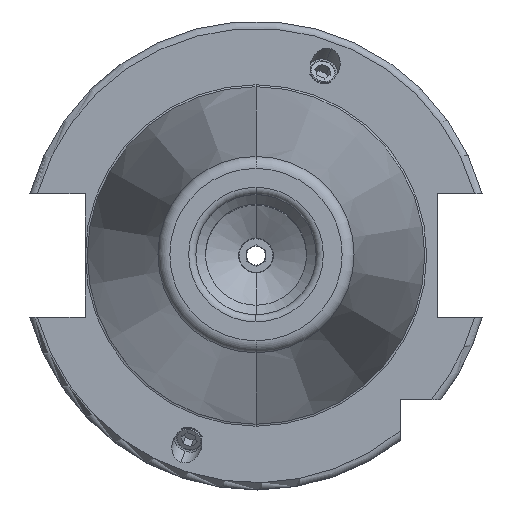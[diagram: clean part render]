
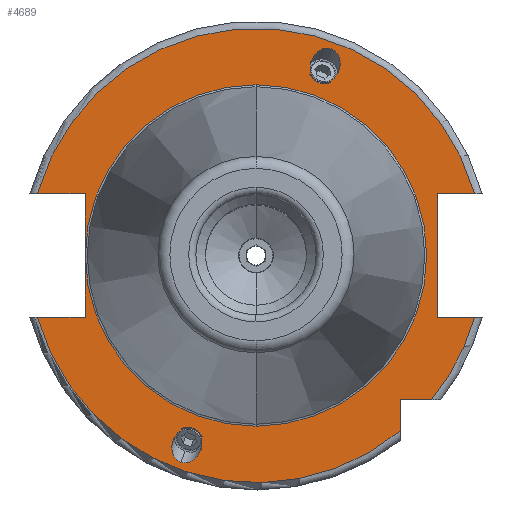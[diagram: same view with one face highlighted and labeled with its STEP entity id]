
A CAD part, top view. The second image highlights one B-rep face of the part: STEP entity #4689.
In plain terms, the highlighted planar face has unit normal (0, 0, 1).
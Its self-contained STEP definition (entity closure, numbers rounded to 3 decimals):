
#814=CARTESIAN_POINT('',(0,0,15.9));
#815=DIRECTION('',(0,0,1));
#816=DIRECTION('',(0.962,0.272,0));
#817=AXIS2_PLACEMENT_3D('',#814,#815,#816);
#865=CARTESIAN_POINT('',(0,0,15.9));
#866=DIRECTION('',(0,0,1));
#867=DIRECTION('',(-0.962,-0.272,0));
#868=AXIS2_PLACEMENT_3D('',#865,#866,#867);
#884=DIRECTION('',(1,0,0));
#885=VECTOR('',#884,9.969);
#886=CARTESIAN_POINT('',(-45.469,-12.85,15.9));
#887=LINE('',#886,#885);
#888=DIRECTION('',(0.,1,0));
#889=VECTOR('',#888,12.85);
#890=CARTESIAN_POINT('',(-35.5,-12.85,15.9));
#891=LINE('',#890,#889);
#892=DIRECTION('',(0.,1,0));
#893=VECTOR('',#892,12.85);
#894=CARTESIAN_POINT('',(-35.5,0,15.9));
#895=LINE('',#894,#893);
#896=DIRECTION('',(1,0,0));
#897=VECTOR('',#896,9.969);
#898=CARTESIAN_POINT('',(-45.469,12.85,15.9));
#899=LINE('',#898,#897);
#900=DIRECTION('',(-1,0,0));
#901=VECTOR('',#900,7.769);
#902=CARTESIAN_POINT('',(45.469,12.85,15.9));
#903=LINE('',#902,#901);
#904=DIRECTION('',(0,-1,0));
#905=VECTOR('',#904,25.7);
#906=CARTESIAN_POINT('',(37.7,12.85,15.9));
#907=LINE('',#906,#905);
#908=DIRECTION('',(-1,0,0));
#909=VECTOR('',#908,7.769);
#910=CARTESIAN_POINT('',(45.469,-12.85,15.9));
#911=LINE('',#910,#909);
#912=CARTESIAN_POINT('',(0,0,15.9));
#913=DIRECTION('',(0,0,1));
#914=DIRECTION('',(0.773,-0.635,0));
#915=AXIS2_PLACEMENT_3D('',#912,#913,#914);
#917=DIRECTION('',(-1,0,0));
#918=VECTOR('',#917,6.504);
#919=CARTESIAN_POINT('',(36.504,-30,15.9));
#920=LINE('',#919,#918);
#921=DIRECTION('',(0,1,0));
#922=VECTOR('',#921,6.504);
#923=CARTESIAN_POINT('',(30,-36.504,15.9));
#924=LINE('',#923,#922);
#925=CARTESIAN_POINT('',(15.638,42.966,15.9));
#926=CARTESIAN_POINT('',(15.301,43.089,15.9));
#927=CARTESIAN_POINT('',(14.517,43.205,15.9));
#928=CARTESIAN_POINT('',(13.205,42.774,15.9));
#929=CARTESIAN_POINT('',(12.281,41.938,15.9));
#930=CARTESIAN_POINT('',(11.759,41.131,15.9));
#931=CARTESIAN_POINT('',(11.484,40.516,15.9));
#932=CARTESIAN_POINT('',(11.299,39.867,15.9));
#933=CARTESIAN_POINT('',(11.18,38.913,15.9));
#934=CARTESIAN_POINT('',(11.35,37.679,15.9));
#935=CARTESIAN_POINT('',(12.078,36.506,15.9));
#936=CARTESIAN_POINT('',(12.754,36.091,15.9));
#937=CARTESIAN_POINT('',(13.091,35.968,15.9));
#939=CARTESIAN_POINT('',(13.091,35.968,15.9));
#940=CARTESIAN_POINT('',(13.429,35.845,15.9));
#941=CARTESIAN_POINT('',(14.213,35.729,15.9));
#942=CARTESIAN_POINT('',(15.525,36.16,15.9));
#943=CARTESIAN_POINT('',(16.448,36.996,15.9));
#944=CARTESIAN_POINT('',(16.971,37.803,15.9));
#945=CARTESIAN_POINT('',(17.246,38.418,15.9));
#946=CARTESIAN_POINT('',(17.431,39.067,15.9));
#947=CARTESIAN_POINT('',(17.549,40.021,15.9));
#948=CARTESIAN_POINT('',(17.379,41.255,15.9));
#949=CARTESIAN_POINT('',(16.651,42.428,15.9));
#950=CARTESIAN_POINT('',(15.976,42.843,15.9));
#951=CARTESIAN_POINT('',(15.638,42.966,15.9));
#953=CARTESIAN_POINT('',(-15.638,-42.966,15.9));
#954=CARTESIAN_POINT('',(-15.976,-42.843,15.9));
#955=CARTESIAN_POINT('',(-16.651,-42.428,15.9));
#956=CARTESIAN_POINT('',(-17.379,-41.255,15.9));
#957=CARTESIAN_POINT('',(-17.549,-40.021,15.9));
#958=CARTESIAN_POINT('',(-17.431,-39.067,15.9));
#959=CARTESIAN_POINT('',(-17.246,-38.418,15.9));
#960=CARTESIAN_POINT('',(-16.971,-37.803,15.9));
#961=CARTESIAN_POINT('',(-16.448,-36.996,15.9));
#962=CARTESIAN_POINT('',(-15.525,-36.16,15.9));
#963=CARTESIAN_POINT('',(-14.213,-35.729,15.9));
#964=CARTESIAN_POINT('',(-13.429,-35.845,15.9));
#965=CARTESIAN_POINT('',(-13.091,-35.968,15.9));
#967=CARTESIAN_POINT('',(-13.091,-35.968,15.9));
#968=CARTESIAN_POINT('',(-12.754,-36.091,15.9));
#969=CARTESIAN_POINT('',(-12.078,-36.506,15.9));
#970=CARTESIAN_POINT('',(-11.35,-37.679,15.9));
#971=CARTESIAN_POINT('',(-11.18,-38.913,15.9));
#972=CARTESIAN_POINT('',(-11.299,-39.867,15.9));
#973=CARTESIAN_POINT('',(-11.484,-40.516,15.9));
#974=CARTESIAN_POINT('',(-11.759,-41.131,15.9));
#975=CARTESIAN_POINT('',(-12.281,-41.938,15.9));
#976=CARTESIAN_POINT('',(-13.205,-42.774,15.9));
#977=CARTESIAN_POINT('',(-14.517,-43.205,15.9));
#978=CARTESIAN_POINT('',(-15.301,-43.089,15.9));
#979=CARTESIAN_POINT('',(-15.638,-42.966,15.9));
#981=CARTESIAN_POINT('',(0,0,15.9));
#982=DIRECTION('',(0,0,1));
#983=DIRECTION('',(0,1,0));
#984=AXIS2_PLACEMENT_3D('',#981,#982,#983);
#996=CARTESIAN_POINT('',(0,0,15.9));
#997=DIRECTION('',(0,0,1));
#998=DIRECTION('',(-1,0,0));
#999=AXIS2_PLACEMENT_3D('',#996,#997,#998);
#1001=CARTESIAN_POINT('',(0,0,15.9));
#1002=DIRECTION('',(0,0,-1));
#1003=DIRECTION('',(0,1,0));
#1004=AXIS2_PLACEMENT_3D('',#1001,#1002,#1003);
#3282=CARTESIAN_POINT('',(0,35.5,15.9));
#3284=VERTEX_POINT('',#3282);
#3304=CARTESIAN_POINT('',(0,-35.5,15.9));
#3306=VERTEX_POINT('',#3304);
#3452=CARTESIAN_POINT('',(-45.469,-12.85,15.9));
#3453=CARTESIAN_POINT('',(-35.5,-12.85,15.9));
#3454=VERTEX_POINT('',#3452);
#3455=VERTEX_POINT('',#3453);
#3456=CARTESIAN_POINT('',(-35.5,0,15.9));
#3457=VERTEX_POINT('',#3456);
#3458=CARTESIAN_POINT('',(-35.5,12.85,15.9));
#3459=VERTEX_POINT('',#3458);
#3460=CARTESIAN_POINT('',(-45.469,12.85,15.9));
#3461=VERTEX_POINT('',#3460);
#3462=CARTESIAN_POINT('',(37.7,12.85,15.9));
#3463=CARTESIAN_POINT('',(37.7,-12.85,15.9));
#3464=VERTEX_POINT('',#3462);
#3465=VERTEX_POINT('',#3463);
#3466=CARTESIAN_POINT('',(45.469,-12.85,15.9));
#3467=VERTEX_POINT('',#3466);
#3468=CARTESIAN_POINT('',(45.469,12.85,15.9));
#3469=VERTEX_POINT('',#3468);
#3470=CARTESIAN_POINT('',(30,-36.504,15.9));
#3471=CARTESIAN_POINT('',(30,-30,15.9));
#3472=VERTEX_POINT('',#3470);
#3473=VERTEX_POINT('',#3471);
#3474=CARTESIAN_POINT('',(36.504,-30,15.9));
#3475=VERTEX_POINT('',#3474);
#3568=VERTEX_POINT('',#925);
#3569=VERTEX_POINT('',#937);
#3624=CARTESIAN_POINT('',(-15.638,-42.966,15.9));
#3626=VERTEX_POINT('',#3624);
#3631=CARTESIAN_POINT('',(-13.091,-35.968,15.9));
#3632=VERTEX_POINT('',#3631);
#4650=CARTESIAN_POINT('',(0,0,15.9));
#4651=DIRECTION('',(0,0,-1));
#4652=DIRECTION('',(0,-1,0));
#4653=AXIS2_PLACEMENT_3D('',#4650,#4651,#4652);
#4654=PLANE('',#4653);
#4655=ORIENTED_EDGE('',*,*,#4043,.T.);
#4656=ORIENTED_EDGE('',*,*,#4079,.T.);
#4658=ORIENTED_EDGE('',*,*,#4657,.T.);
#4660=ORIENTED_EDGE('',*,*,#4659,.F.);
#4662=ORIENTED_EDGE('',*,*,#4661,.T.);
#4663=ORIENTED_EDGE('',*,*,#4077,.T.);
#4664=ORIENTED_EDGE('',*,*,#4112,.F.);
#4665=ORIENTED_EDGE('',*,*,#4628,.F.);
#4667=ORIENTED_EDGE('',*,*,#4666,.T.);
#4669=ORIENTED_EDGE('',*,*,#4668,.T.);
#4670=ORIENTED_EDGE('',*,*,#3993,.F.);
#4671=ORIENTED_EDGE('',*,*,#4618,.F.);
#4672=ORIENTED_EDGE('',*,*,#4165,.T.);
#4673=ORIENTED_EDGE('',*,*,#4216,.F.);
#4674=ORIENTED_EDGE('',*,*,#4644,.F.);
#4675=EDGE_LOOP('',(#4655,#4656,#4658,#4660,#4662,#4663,#4664,#4665,#4667,#4669,
#4670,#4671,#4672,#4673,#4674));
#4676=FACE_OUTER_BOUND('',#4675,.F.);
#4678=ORIENTED_EDGE('',*,*,#4677,.T.);
#4680=ORIENTED_EDGE('',*,*,#4679,.T.);
#4681=EDGE_LOOP('',(#4678,#4680));
#4682=FACE_BOUND('',#4681,.F.);
#4684=ORIENTED_EDGE('',*,*,#4683,.F.);
#4686=ORIENTED_EDGE('',*,*,#4685,.F.);
#4687=EDGE_LOOP('',(#4684,#4686));
#4688=FACE_BOUND('',#4687,.F.);
#4689=ADVANCED_FACE('',(#4676,#4682,#4688),#4654,.F.);
#818=CIRCLE('',#817,47.25);
#869=CIRCLE('',#868,47.25);
#916=CIRCLE('',#915,47.25);
#938=B_SPLINE_CURVE_WITH_KNOTS('',3,(#925,#926,#927,#928,#929,#930,#931,#932,
#933,#934,#935,#936,#937),.UNSPECIFIED.,.F.,.F.,(4,1,1,1,1,1,1,1,1,1,4),(0,
0.125,0.25,0.375,0.438,0.5,0.563,0.625,0.75,0.875,1),
.UNSPECIFIED.);
#952=B_SPLINE_CURVE_WITH_KNOTS('',3,(#939,#940,#941,#942,#943,#944,#945,#946,
#947,#948,#949,#950,#951),.UNSPECIFIED.,.F.,.F.,(4,1,1,1,1,1,1,1,1,1,4),(0,
0.125,0.25,0.375,0.438,0.5,0.563,0.625,0.75,0.875,1),
.UNSPECIFIED.);
#966=B_SPLINE_CURVE_WITH_KNOTS('',3,(#953,#954,#955,#956,#957,#958,#959,#960,
#961,#962,#963,#964,#965),.UNSPECIFIED.,.F.,.F.,(4,1,1,1,1,1,1,1,1,1,4),(0,
0.125,0.25,0.375,0.438,0.5,0.563,0.625,0.75,0.875,1),
.UNSPECIFIED.);
#980=B_SPLINE_CURVE_WITH_KNOTS('',3,(#967,#968,#969,#970,#971,#972,#973,#974,
#975,#976,#977,#978,#979),.UNSPECIFIED.,.F.,.F.,(4,1,1,1,1,1,1,1,1,1,4),(0,
0.125,0.25,0.375,0.438,0.5,0.563,0.625,0.75,0.875,1),
.UNSPECIFIED.);
#985=CIRCLE('',#984,35.5);
#1000=CIRCLE('',#999,35.5);
#1005=CIRCLE('',#1004,35.5);
#3993=EDGE_CURVE('',#3467,#3465,#911,.T.);
#4043=EDGE_CURVE('',#3454,#3455,#887,.T.);
#4077=EDGE_CURVE('',#3457,#3459,#895,.T.);
#4079=EDGE_CURVE('',#3455,#3457,#891,.T.);
#4112=EDGE_CURVE('',#3461,#3459,#899,.T.);
#4165=EDGE_CURVE('',#3475,#3473,#920,.T.);
#4216=EDGE_CURVE('',#3472,#3473,#924,.T.);
#4618=EDGE_CURVE('',#3475,#3467,#916,.T.);
#4628=EDGE_CURVE('',#3469,#3461,#818,.T.);
#4644=EDGE_CURVE('',#3454,#3472,#869,.T.);
#4657=EDGE_CURVE('',#3457,#3306,#1000,.T.);
#4659=EDGE_CURVE('',#3284,#3306,#1005,.T.);
#4661=EDGE_CURVE('',#3284,#3457,#985,.T.);
#4666=EDGE_CURVE('',#3469,#3464,#903,.T.);
#4668=EDGE_CURVE('',#3464,#3465,#907,.T.);
#4677=EDGE_CURVE('',#3568,#3569,#938,.T.);
#4679=EDGE_CURVE('',#3569,#3568,#952,.T.);
#4683=EDGE_CURVE('',#3626,#3632,#966,.T.);
#4685=EDGE_CURVE('',#3632,#3626,#980,.T.);
